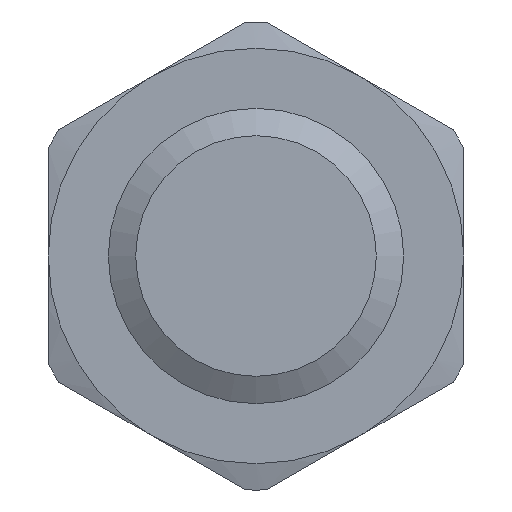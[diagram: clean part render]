
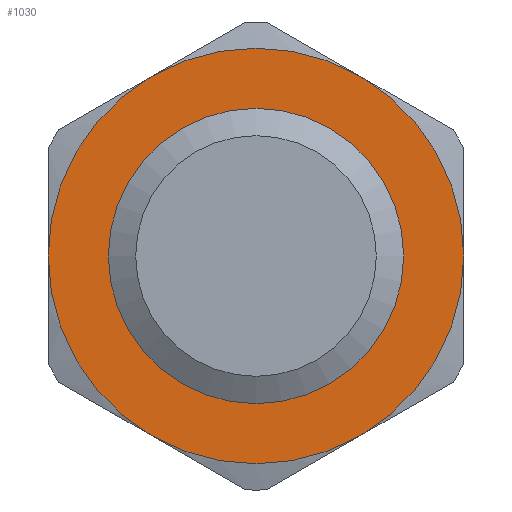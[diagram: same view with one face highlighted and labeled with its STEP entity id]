
A CAD part, left-side view. The second image highlights one B-rep face of the part: STEP entity #1030.
In plain terms, the highlighted planar face has unit normal (-1, 0, 0).
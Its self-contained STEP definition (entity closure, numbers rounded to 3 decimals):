
#98=CARTESIAN_POINT('',(15.5,4.75,8.227));
#99=VERTEX_POINT('',#98);
#182=CARTESIAN_POINT('',(15.5,-4.75,8.227));
#183=VERTEX_POINT('',#182);
#266=CARTESIAN_POINT('',(15.5,-9.5,0.));
#267=VERTEX_POINT('',#266);
#350=CARTESIAN_POINT('',(15.5,-4.75,-8.227));
#351=VERTEX_POINT('',#350);
#434=CARTESIAN_POINT('',(15.5,4.75,-8.227));
#435=VERTEX_POINT('',#434);
#494=CARTESIAN_POINT('',(15.5,9.5,0.0));
#495=VERTEX_POINT('',#494);
#496=CARTESIAN_POINT('',(15.5,0.0,0.0));
#497=DIRECTION('',(-1.0,0.0,0.0));
#498=DIRECTION('',(0.0,-1.0,0.0));
#499=AXIS2_PLACEMENT_3D('',#496,#497,#498);
#500=CIRCLE('',#499,9.5);
#501=EDGE_CURVE('',#495,#435,#500,.T.);
#534=CARTESIAN_POINT('',(15.5,0.0,0.0));
#535=DIRECTION('',(-1.0,0.0,0.0));
#536=DIRECTION('',(0.0,-1.0,0.0));
#537=AXIS2_PLACEMENT_3D('',#534,#535,#536);
#538=CIRCLE('',#537,9.5);
#539=EDGE_CURVE('',#435,#351,#538,.T.);
#558=CARTESIAN_POINT('',(15.5,0.0,0.0));
#559=DIRECTION('',(-1.0,0.0,0.0));
#560=DIRECTION('',(0.0,-1.0,0.0));
#561=AXIS2_PLACEMENT_3D('',#558,#559,#560);
#562=CIRCLE('',#561,9.5);
#563=EDGE_CURVE('',#351,#267,#562,.T.);
#582=CARTESIAN_POINT('',(15.5,0.0,0.0));
#583=DIRECTION('',(-1.0,0.0,0.0));
#584=DIRECTION('',(0.0,-1.0,0.0));
#585=AXIS2_PLACEMENT_3D('',#582,#583,#584);
#586=CIRCLE('',#585,9.5);
#587=EDGE_CURVE('',#267,#183,#586,.T.);
#628=CARTESIAN_POINT('',(15.5,0.0,0.0));
#629=DIRECTION('',(-1.0,0.0,0.0));
#630=DIRECTION('',(0.0,-1.0,0.0));
#631=AXIS2_PLACEMENT_3D('',#628,#629,#630);
#632=CIRCLE('',#631,9.5);
#633=EDGE_CURVE('',#99,#495,#632,.T.);
#644=CARTESIAN_POINT('',(15.5,0.0,0.0));
#645=DIRECTION('',(-1.0,0.0,0.0));
#646=DIRECTION('',(0.0,-1.0,0.0));
#647=AXIS2_PLACEMENT_3D('',#644,#645,#646);
#648=CIRCLE('',#647,9.5);
#649=EDGE_CURVE('',#183,#99,#648,.T.);
#1006=CARTESIAN_POINT('',(15.5,-8.125,0.0));
#1007=DIRECTION('',(-1.0,0.0,0.0));
#1008=DIRECTION('',(0.0,0.0,1.0));
#1009=AXIS2_PLACEMENT_3D('',#1006,#1007,#1008);
#1010=PLANE('',#1009);
#1011=ORIENTED_EDGE('',*,*,#501,.T.);
#1012=ORIENTED_EDGE('',*,*,#539,.T.);
#1013=ORIENTED_EDGE('',*,*,#563,.T.);
#1014=ORIENTED_EDGE('',*,*,#587,.T.);
#1015=ORIENTED_EDGE('',*,*,#649,.T.);
#1016=ORIENTED_EDGE('',*,*,#633,.T.);
#1017=EDGE_LOOP('',(#1011,#1012,#1013,#1014,#1015,#1016));
#1018=FACE_OUTER_BOUND('',#1017,.T.);
#1019=CARTESIAN_POINT('',(15.5,-6.75,0.0));
#1020=VERTEX_POINT('',#1019);
#1021=CARTESIAN_POINT('',(15.5,0.0,0.0));
#1022=DIRECTION('',(-1.0,0.0,0.0));
#1023=DIRECTION('',(0.0,-1.0,0.0));
#1024=AXIS2_PLACEMENT_3D('',#1021,#1022,#1023);
#1025=CIRCLE('',#1024,6.75);
#1026=EDGE_CURVE('',#1020,#1020,#1025,.T.);
#1027=ORIENTED_EDGE('',*,*,#1026,.F.);
#1028=EDGE_LOOP('',(#1027));
#1029=FACE_BOUND('',#1028,.T.);
#1030=ADVANCED_FACE('',(#1018,#1029),#1010,.T.);
